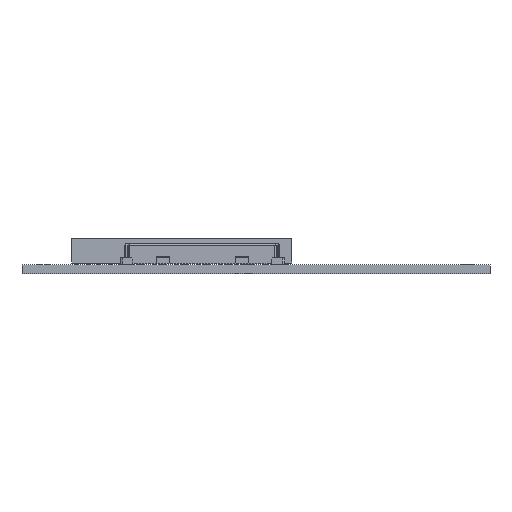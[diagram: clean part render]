
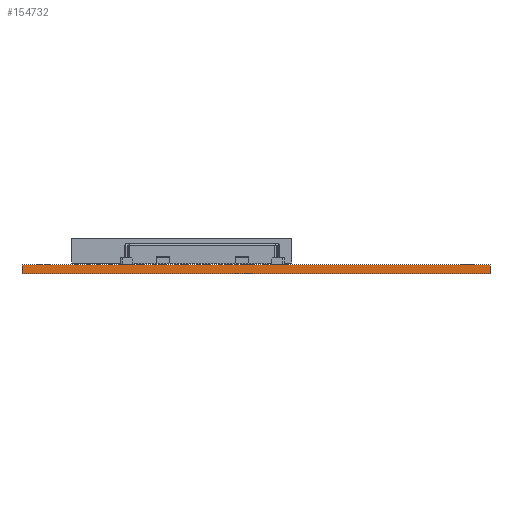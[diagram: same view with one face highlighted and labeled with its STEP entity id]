
A CAD part, front view. The second image highlights one B-rep face of the part: STEP entity #154732.
In plain terms, the highlighted planar face has unit normal (0, -1, 0).
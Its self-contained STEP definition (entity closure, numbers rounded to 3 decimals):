
#154732 = ADVANCED_FACE('',(#154733),#154747,.F.);
#154733 = FACE_BOUND('',#154734,.F.);
#154734 = EDGE_LOOP('',(#154735,#154770,#154798,#154826));
#154735 = ORIENTED_EDGE('',*,*,#154736,.T.);
#154736 = EDGE_CURVE('',#154737,#154739,#154741,.T.);
#154737 = VERTEX_POINT('',#154738);
#154738 = CARTESIAN_POINT('',(0.,-0.,0.));
#154739 = VERTEX_POINT('',#154740);
#154740 = CARTESIAN_POINT('',(0.,0.,1.6));
#154741 = SURFACE_CURVE('',#154742,(#154746,#154758),.PCURVE_S1.);
#154742 = LINE('',#154743,#154744);
#154743 = CARTESIAN_POINT('',(0.,-0.,0.));
#154744 = VECTOR('',#154745,1.);
#154745 = DIRECTION('',(0.,0.,1.));
#154746 = PCURVE('',#154747,#154752);
#154747 = PLANE('',#154748);
#154748 = AXIS2_PLACEMENT_3D('',#154749,#154750,#154751);
#154749 = CARTESIAN_POINT('',(0.,0.,0.));
#154750 = DIRECTION('',(0.,1.,0.));
#154751 = DIRECTION('',(1.,0.,0.));
#154752 = DEFINITIONAL_REPRESENTATION('',(#154753),#154757);
#154753 = LINE('',#154754,#154755);
#154754 = CARTESIAN_POINT('',(0.,0.));
#154755 = VECTOR('',#154756,1.);
#154756 = DIRECTION('',(0.,-1.));
#154757 = ( GEOMETRIC_REPRESENTATION_CONTEXT(2) 
PARAMETRIC_REPRESENTATION_CONTEXT() REPRESENTATION_CONTEXT('2D SPACE',''
  ) );
#154758 = PCURVE('',#154759,#154764);
#154759 = PLANE('',#154760);
#154760 = AXIS2_PLACEMENT_3D('',#154761,#154762,#154763);
#154761 = CARTESIAN_POINT('',(0.,100.,0.));
#154762 = DIRECTION('',(1.,0.,-0.));
#154763 = DIRECTION('',(0.,-1.,0.));
#154764 = DEFINITIONAL_REPRESENTATION('',(#154765),#154769);
#154765 = LINE('',#154766,#154767);
#154766 = CARTESIAN_POINT('',(100.,0.));
#154767 = VECTOR('',#154768,1.);
#154768 = DIRECTION('',(0.,-1.));
#154769 = ( GEOMETRIC_REPRESENTATION_CONTEXT(2) 
PARAMETRIC_REPRESENTATION_CONTEXT() REPRESENTATION_CONTEXT('2D SPACE',''
  ) );
#154770 = ORIENTED_EDGE('',*,*,#154771,.T.);
#154771 = EDGE_CURVE('',#154739,#154772,#154774,.T.);
#154772 = VERTEX_POINT('',#154773);
#154773 = CARTESIAN_POINT('',(85.,0.,1.6));
#154774 = SURFACE_CURVE('',#154775,(#154779,#154786),.PCURVE_S1.);
#154775 = LINE('',#154776,#154777);
#154776 = CARTESIAN_POINT('',(0.,0.,1.6));
#154777 = VECTOR('',#154778,1.);
#154778 = DIRECTION('',(1.,0.,0.));
#154779 = PCURVE('',#154747,#154780);
#154780 = DEFINITIONAL_REPRESENTATION('',(#154781),#154785);
#154781 = LINE('',#154782,#154783);
#154782 = CARTESIAN_POINT('',(0.,-1.6));
#154783 = VECTOR('',#154784,1.);
#154784 = DIRECTION('',(1.,0.));
#154785 = ( GEOMETRIC_REPRESENTATION_CONTEXT(2) 
PARAMETRIC_REPRESENTATION_CONTEXT() REPRESENTATION_CONTEXT('2D SPACE',''
  ) );
#154786 = PCURVE('',#154787,#154792);
#154787 = PLANE('',#154788);
#154788 = AXIS2_PLACEMENT_3D('',#154789,#154790,#154791);
#154789 = CARTESIAN_POINT('',(42.5,50.,1.6));
#154790 = DIRECTION('',(0.,0.,1.));
#154791 = DIRECTION('',(1.,0.,-0.));
#154792 = DEFINITIONAL_REPRESENTATION('',(#154793),#154797);
#154793 = LINE('',#154794,#154795);
#154794 = CARTESIAN_POINT('',(-42.5,-50.));
#154795 = VECTOR('',#154796,1.);
#154796 = DIRECTION('',(1.,0.));
#154797 = ( GEOMETRIC_REPRESENTATION_CONTEXT(2) 
PARAMETRIC_REPRESENTATION_CONTEXT() REPRESENTATION_CONTEXT('2D SPACE',''
  ) );
#154798 = ORIENTED_EDGE('',*,*,#154799,.F.);
#154799 = EDGE_CURVE('',#154800,#154772,#154802,.T.);
#154800 = VERTEX_POINT('',#154801);
#154801 = CARTESIAN_POINT('',(85.,-0.,0.));
#154802 = SURFACE_CURVE('',#154803,(#154807,#154814),.PCURVE_S1.);
#154803 = LINE('',#154804,#154805);
#154804 = CARTESIAN_POINT('',(85.,-0.,0.));
#154805 = VECTOR('',#154806,1.);
#154806 = DIRECTION('',(0.,0.,1.));
#154807 = PCURVE('',#154747,#154808);
#154808 = DEFINITIONAL_REPRESENTATION('',(#154809),#154813);
#154809 = LINE('',#154810,#154811);
#154810 = CARTESIAN_POINT('',(85.,0.));
#154811 = VECTOR('',#154812,1.);
#154812 = DIRECTION('',(0.,-1.));
#154813 = ( GEOMETRIC_REPRESENTATION_CONTEXT(2) 
PARAMETRIC_REPRESENTATION_CONTEXT() REPRESENTATION_CONTEXT('2D SPACE',''
  ) );
#154814 = PCURVE('',#154815,#154820);
#154815 = PLANE('',#154816);
#154816 = AXIS2_PLACEMENT_3D('',#154817,#154818,#154819);
#154817 = CARTESIAN_POINT('',(85.,0.,0.));
#154818 = DIRECTION('',(-1.,0.,0.));
#154819 = DIRECTION('',(0.,1.,0.));
#154820 = DEFINITIONAL_REPRESENTATION('',(#154821),#154825);
#154821 = LINE('',#154822,#154823);
#154822 = CARTESIAN_POINT('',(0.,0.));
#154823 = VECTOR('',#154824,1.);
#154824 = DIRECTION('',(0.,-1.));
#154825 = ( GEOMETRIC_REPRESENTATION_CONTEXT(2) 
PARAMETRIC_REPRESENTATION_CONTEXT() REPRESENTATION_CONTEXT('2D SPACE',''
  ) );
#154826 = ORIENTED_EDGE('',*,*,#154827,.F.);
#154827 = EDGE_CURVE('',#154737,#154800,#154828,.T.);
#154828 = SURFACE_CURVE('',#154829,(#154833,#154840),.PCURVE_S1.);
#154829 = LINE('',#154830,#154831);
#154830 = CARTESIAN_POINT('',(0.,-0.,0.));
#154831 = VECTOR('',#154832,1.);
#154832 = DIRECTION('',(1.,0.,0.));
#154833 = PCURVE('',#154747,#154834);
#154834 = DEFINITIONAL_REPRESENTATION('',(#154835),#154839);
#154835 = LINE('',#154836,#154837);
#154836 = CARTESIAN_POINT('',(0.,0.));
#154837 = VECTOR('',#154838,1.);
#154838 = DIRECTION('',(1.,0.));
#154839 = ( GEOMETRIC_REPRESENTATION_CONTEXT(2) 
PARAMETRIC_REPRESENTATION_CONTEXT() REPRESENTATION_CONTEXT('2D SPACE',''
  ) );
#154840 = PCURVE('',#154841,#154846);
#154841 = PLANE('',#154842);
#154842 = AXIS2_PLACEMENT_3D('',#154843,#154844,#154845);
#154843 = CARTESIAN_POINT('',(42.5,50.,0.));
#154844 = DIRECTION('',(0.,0.,1.));
#154845 = DIRECTION('',(1.,0.,-0.));
#154846 = DEFINITIONAL_REPRESENTATION('',(#154847),#154851);
#154847 = LINE('',#154848,#154849);
#154848 = CARTESIAN_POINT('',(-42.5,-50.));
#154849 = VECTOR('',#154850,1.);
#154850 = DIRECTION('',(1.,0.));
#154851 = ( GEOMETRIC_REPRESENTATION_CONTEXT(2) 
PARAMETRIC_REPRESENTATION_CONTEXT() REPRESENTATION_CONTEXT('2D SPACE',''
  ) );
